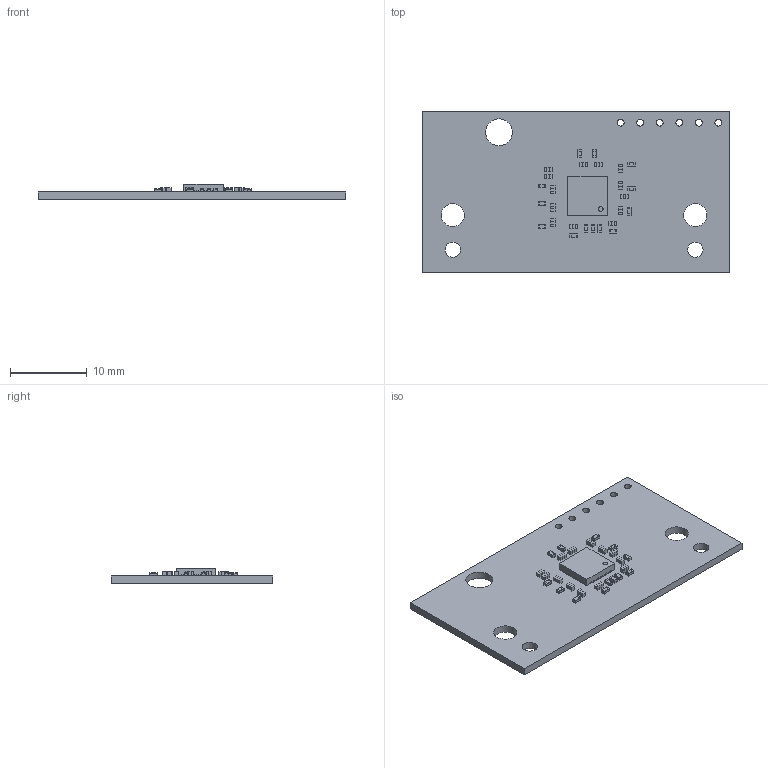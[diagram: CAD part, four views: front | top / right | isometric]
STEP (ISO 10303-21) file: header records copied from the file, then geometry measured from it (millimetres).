
FILE_DESCRIPTION(('Open CASCADE Model'),'2;1');
FILE_NAME('Open CASCADE Shape Model','2021-07-01T16:32:12',('Author'),( 'Open CASCADE'),'Open CASCADE STEP processor 6.8','Open CASCADE 6.8' ,'Unknown');
FILE_SCHEMA(('AUTOMOTIVE_DESIGN { 1 0 10303 214 1 1 1 1 }'));
Length unit declared in the file: millimetre
Products named in the file (70): PCB; Board; Open CASCADE STEP translator 6.8 2.1.1; U1; 8963497824; Open_CASCADE_STEP_translator_6.8_15.1; Body; Open_CASCADE_STEP_translator_6.8_15.2.1; Thermal_Shape; Pin_Shape; Open_CASCADE_STEP_translator_6.8_15.4.1; R13; 6240277936; Mid_Body; Terminal; Open_CASCADE_STEP_translator_6.8_29.2.1; Mark; R12; 6240277616; R11; R10; R9; 6240277536; R8; R7; R6; 6240278496; R5; R4; 6240277776; R3; R2; R1; C13; 6328263936; Extruded; 6328263776; C12; 6328262096; 6328261936 ...
Assembly tree (148 placements, depth 5):
  PCB
    Board
      Open CASCADE STEP translator 6.8 2.1.1
    U1
      8963497824
        Open_CASCADE_STEP_translator_6.8_15.1
        Body
          Open_CASCADE_STEP_translator_6.8_15.2.1
        Thermal_Shape
        Pin_Shape  x32
          Open_CASCADE_STEP_translator_6.8_15.4.1
    R13
      6240277936
        Mid_Body
        Terminal  x2
          Open_CASCADE_STEP_translator_6.8_29.2.1
        Mark
    R12
      6240277616
        Mid_Body
        Terminal  x2
          Open_CASCADE_STEP_translator_6.8_29.2.1
        Mark
    R11
      6240277616
        Mid_Body
        Terminal  x2
          Open_CASCADE_STEP_translator_6.8_29.2.1
        Mark
    R10
      6240277616
        Mid_Body
        Terminal  x2
          Open_CASCADE_STEP_translator_6.8_29.2.1
        Mark
    R9
      6240277536
        Mid_Body
        Terminal  x2
          Open_CASCADE_STEP_translator_6.8_29.2.1
        Mark
    R8
      6240277936
        Mid_Body
        Terminal  x2
          Open_CASCADE_STEP_translator_6.8_29.2.1
        Mark
    R7
      6240277936
        Mid_Body
        Terminal  x2
          Open_CASCADE_STEP_translator_6.8_29.2.1
        Mark
    R6
      6240278496
        Mid_Body
        Terminal  x2
          Open_CASCADE_STEP_translator_6.8_29.2.1
        Mark
    R5
Bounding box: 40 x 21 x 2 mm (x, y, z)
Volume: 839.8 mm3; surface area: 2008.9 mm2
Topology: 126 solids, 127 shells, 1131 faces, 2376 edges, 1499 vertices
Faces by surface type: plane 1119, cylinder 12
Full cylindrical faces by diameter (mm): 0.637 x1, 0.9 x6, 2 x2, 3 x2, 3.5 x1
Entity records: 6966 total; most frequent: DIRECTION 1077, CARTESIAN_POINT 981, ORIENTED_EDGE 783, EDGE_CURVE 392, LINE 367, VECTOR 367, AXIS2_PLACEMENT_3D 355, VERTEX_POINT 259
